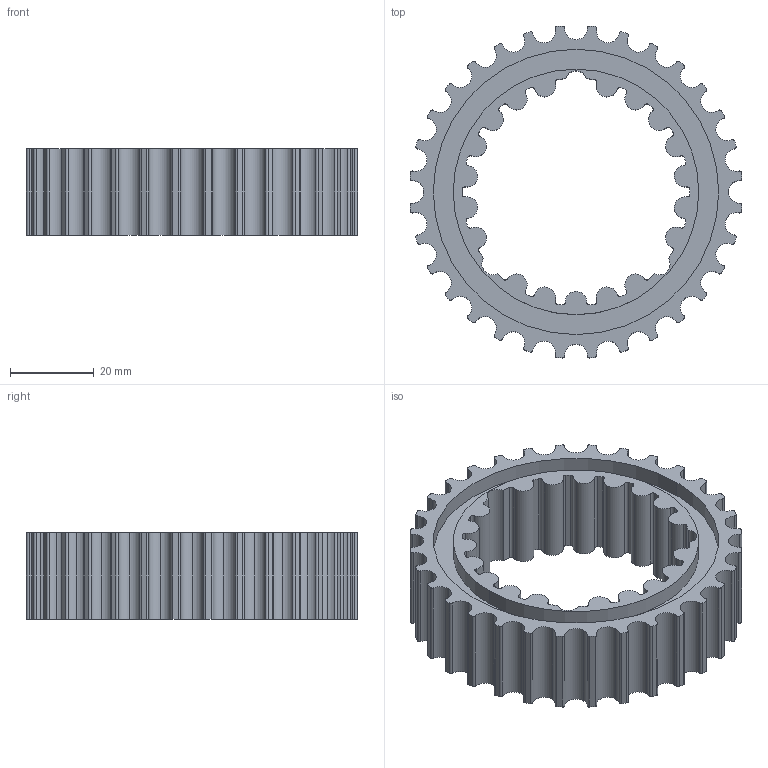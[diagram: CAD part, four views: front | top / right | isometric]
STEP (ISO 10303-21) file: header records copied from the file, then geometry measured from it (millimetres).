
FILE_DESCRIPTION (( 'STEP AP203' ), '1' );
FILE_NAME ('SlipOnSprocket_v7.STEP', '2020-07-15T02:55:50', ( '' ), ( '' ), 'SwSTEP 2.0', 'SolidWorks 2019', '' );
FILE_SCHEMA (( 'CONFIG_CONTROL_DESIGN' ));
Length unit declared in the file: inch
Products named in the file (1): SlipOnSprocket_v7
Bounding box: 79.3 x 79.3 x 20.64 mm (x, y, z)
Volume: 46435 mm3; surface area: 19077.7 mm2
Topology: 1 solids, 1 shells, 275 faces, 813 edges, 542 vertices
Faces by surface type: cylinder 271, plane 4
Entity records: 9612 total; most frequent: DIRECTION 1907, CARTESIAN_POINT 1631, ORIENTED_EDGE 1626, AXIS2_PLACEMENT_3D 818, EDGE_CURVE 813, VERTEX_POINT 542, CIRCLE 542, EDGE_LOOP 279
